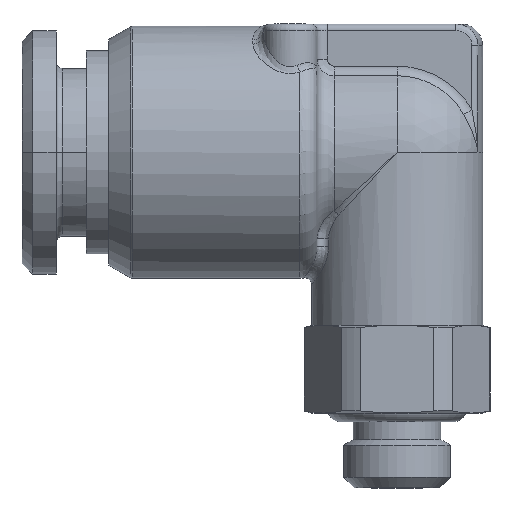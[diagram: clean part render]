
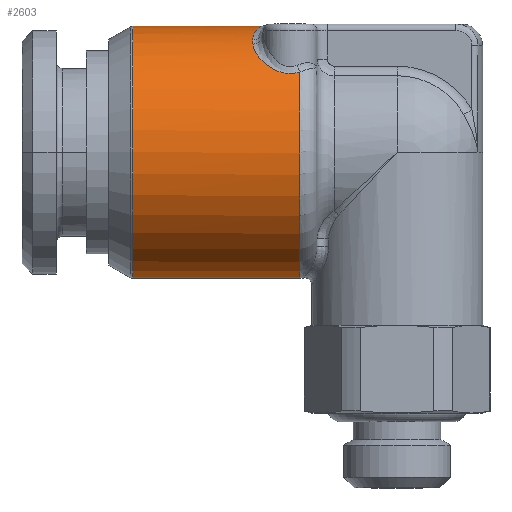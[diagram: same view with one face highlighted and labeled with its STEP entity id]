
A CAD part, top view. The second image highlights one B-rep face of the part: STEP entity #2603.
In plain terms, the highlighted cylindrical face has radius 5.9 mm (diameter 11.8 mm), a partial arc.
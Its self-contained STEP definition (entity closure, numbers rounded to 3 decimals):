
#192=CARTESIAN_POINT('',(-6.75,5.083,2.996));
#193=CARTESIAN_POINT('',(-6.75,5.019,3.103));
#194=CARTESIAN_POINT('',(-6.727,4.893,3.302));
#195=CARTESIAN_POINT('',(-6.649,4.713,3.554));
#196=CARTESIAN_POINT('',(-6.544,4.544,3.767));
#197=CARTESIAN_POINT('',(-6.421,4.389,3.946));
#198=CARTESIAN_POINT('',(-6.286,4.248,4.095));
#199=CARTESIAN_POINT('',(-6.145,4.124,4.22));
#200=CARTESIAN_POINT('',(-5.999,4.015,4.324));
#201=CARTESIAN_POINT('',(-5.851,3.921,4.409));
#202=CARTESIAN_POINT('',(-5.702,3.844,4.476));
#203=CARTESIAN_POINT('',(-5.557,3.783,4.528));
#204=CARTESIAN_POINT('',(-5.417,3.738,4.565));
#205=CARTESIAN_POINT('',(-5.281,3.707,4.59));
#206=CARTESIAN_POINT('',(-5.147,3.688,4.605));
#207=CARTESIAN_POINT('',(-5.011,3.681,4.611));
#208=CARTESIAN_POINT('',(-4.868,3.686,4.607));
#209=CARTESIAN_POINT('',(-4.714,3.707,4.59));
#210=CARTESIAN_POINT('',(-4.606,3.733,4.569));
#211=CARTESIAN_POINT('',(-4.55,3.75,4.555));
#213=CARTESIAN_POINT('',(-4.55,0.,0.));
#214=DIRECTION('',(1.,0.,0.));
#215=DIRECTION('',(0.,0.636,0.772));
#216=AXIS2_PLACEMENT_3D('',#213,#214,#215);
#218=CARTESIAN_POINT('',(-12.37,0.,0.));
#219=DIRECTION('',(1.,0.,0.));
#220=DIRECTION('',(0.,1.,0.));
#221=AXIS2_PLACEMENT_3D('',#218,#219,#220);
#223=CARTESIAN_POINT('',(-6.337,5.9,0.));
#224=CARTESIAN_POINT('',(-6.337,5.9,0.092));
#225=CARTESIAN_POINT('',(-6.346,5.896,0.274));
#226=CARTESIAN_POINT('',(-6.379,5.878,0.531));
#227=CARTESIAN_POINT('',(-6.425,5.849,0.79));
#228=CARTESIAN_POINT('',(-6.481,5.808,1.05));
#229=CARTESIAN_POINT('',(-6.539,5.755,1.307));
#230=CARTESIAN_POINT('',(-6.596,5.693,1.558));
#231=CARTESIAN_POINT('',(-6.648,5.618,1.808));
#232=CARTESIAN_POINT('',(-6.697,5.527,2.073));
#233=CARTESIAN_POINT('',(-6.737,5.41,2.361));
#234=CARTESIAN_POINT('',(-6.75,5.311,2.573));
#235=CARTESIAN_POINT('',(-6.75,5.255,2.683));
#237=CARTESIAN_POINT('',(-6.75,0.,0.));
#238=DIRECTION('',(1.,0.,0.));
#239=DIRECTION('',(0.,0.891,0.455));
#240=AXIS2_PLACEMENT_3D('',#237,#238,#239);
#275=DIRECTION('',(-1.,0.,0.));
#276=VECTOR('',#275,6.033);
#277=CARTESIAN_POINT('',(-6.337,5.9,0.));
#278=LINE('',#277,#276);
#284=DIRECTION('',(-1.,0.,0.));
#285=VECTOR('',#284,7.82);
#286=CARTESIAN_POINT('',(-4.55,-5.9,0.));
#287=LINE('',#286,#285);
#358=CARTESIAN_POINT('',(-4.55,3.75,4.555));
#2124=CARTESIAN_POINT('',(-12.37,5.9,0.));
#2125=CARTESIAN_POINT('',(-12.37,-5.9,0.));
#2126=VERTEX_POINT('',#2124);
#2127=VERTEX_POINT('',#2125);
#2205=VERTEX_POINT('',#358);
#2208=VERTEX_POINT('',#192);
#2210=CARTESIAN_POINT('',(-6.75,5.255,2.683));
#2211=VERTEX_POINT('',#2210);
#2214=VERTEX_POINT('',#223);
#2312=CARTESIAN_POINT('',(-4.55,-5.9,0.));
#2313=VERTEX_POINT('',#2312);
#2583=CARTESIAN_POINT('',(-14.375,0.,0.));
#2584=DIRECTION('',(1.,0.,0.));
#2585=DIRECTION('',(0.,-1.,0.));
#2586=AXIS2_PLACEMENT_3D('',#2583,#2584,#2585);
#2587=CYLINDRICAL_SURFACE('',#2586,5.9);
#2589=ORIENTED_EDGE('',*,*,#2588,.T.);
#2591=ORIENTED_EDGE('',*,*,#2590,.T.);
#2593=ORIENTED_EDGE('',*,*,#2592,.T.);
#2594=ORIENTED_EDGE('',*,*,#2573,.F.);
#2596=ORIENTED_EDGE('',*,*,#2595,.F.);
#2598=ORIENTED_EDGE('',*,*,#2597,.T.);
#2600=ORIENTED_EDGE('',*,*,#2599,.T.);
#2601=EDGE_LOOP('',(#2589,#2591,#2593,#2594,#2596,#2598,#2600));
#2602=FACE_OUTER_BOUND('',#2601,.F.);
#2603=ADVANCED_FACE('',(#2602),#2587,.T.);
#212=B_SPLINE_CURVE_WITH_KNOTS('',3,(#192,#193,#194,#195,#196,#197,#198,#199,
#200,#201,#202,#203,#204,#205,#206,#207,#208,#209,#210,#211),.UNSPECIFIED.,.F.,
.F.,(4,1,1,1,1,1,1,1,1,1,1,1,1,1,1,1,1,4),(0.,0.059,
0.118,0.176,0.235,0.294,
0.353,0.412,0.471,0.529,
0.588,0.647,0.706,0.765,
0.824,0.882,0.941,1.),.UNSPECIFIED.);
#217=CIRCLE('',#216,5.9);
#222=CIRCLE('',#221,5.9);
#236=B_SPLINE_CURVE_WITH_KNOTS('',3,(#223,#224,#225,#226,#227,#228,#229,#230,
#231,#232,#233,#234,#235),.UNSPECIFIED.,.F.,.F.,(4,1,1,1,1,1,1,1,1,1,4),(0.,
0.1,0.2,0.3,0.4,0.5,0.6,0.7,0.8,0.9,1.),.UNSPECIFIED.);
#241=CIRCLE('',#240,5.9);
#2573=EDGE_CURVE('',#2126,#2127,#222,.T.);
#2588=EDGE_CURVE('',#2208,#2205,#212,.T.);
#2590=EDGE_CURVE('',#2205,#2313,#217,.T.);
#2592=EDGE_CURVE('',#2313,#2127,#287,.T.);
#2595=EDGE_CURVE('',#2214,#2126,#278,.T.);
#2597=EDGE_CURVE('',#2214,#2211,#236,.T.);
#2599=EDGE_CURVE('',#2211,#2208,#241,.T.);
